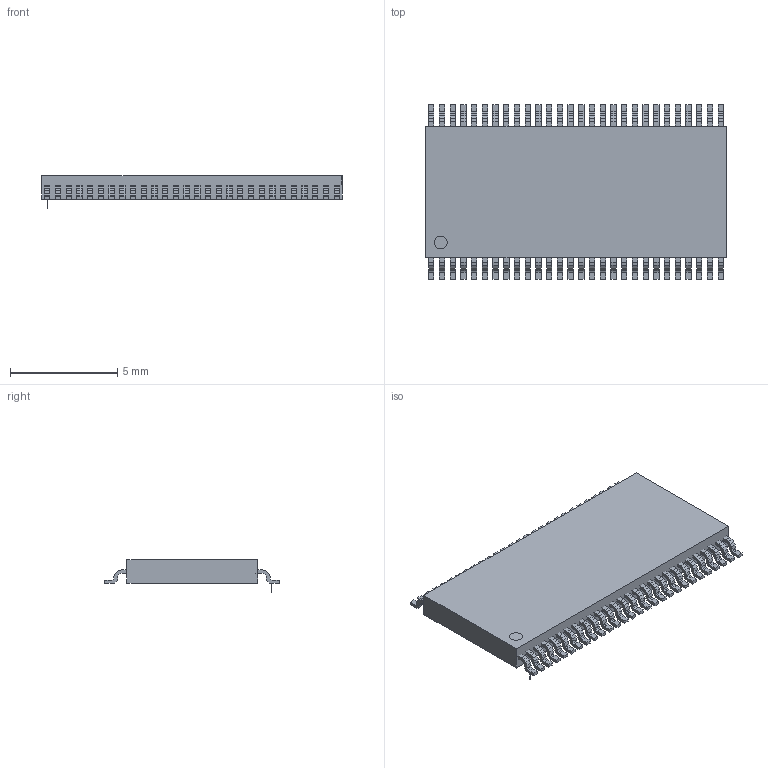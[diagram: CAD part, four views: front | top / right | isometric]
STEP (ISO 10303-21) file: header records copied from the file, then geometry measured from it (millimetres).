
FILE_DESCRIPTION (( 'STEP AP214' ), '1' );
FILE_NAME ('SW3dPS-TSSOP-56.STEP', '2009-05-11T08:35:24', ( 'sysAdmin' ), ( 'SolidWorks' ), 'SwSTEP 2.0', 'SolidWorks 2009', '' );
FILE_SCHEMA (( 'AUTOMOTIVE_DESIGN' ));
Length unit declared in the file: millimetre
Products named in the file (18): SW3dPS-TSSOP-56_Board6; SW3dPS-TSSOP-56_Open CASCADE STEP translator 6.2 27.3; SW3dPS-TSSOP-56; SW3dPS-TSSOP-56_BODYTSSOP-57; SW3dPS-TSSOP-56_Open_CASCADE_STEP_translator_6.2_24.3; SW3dPS-TSSOP-56_TSSOP-57; SW3dPS-TSSOP-56_353886801; SW3dPS-TSSOP-56_353885137; SW3dPS-TSSOP-56_353660753; SW3dPS-TSSOP-56_Free-Models2; SW3dPS-TSSOP-56_Extruded3; SW3dPS-TSSOP-56_PINTSSOP-57; SW3dPS-TSSOP-56_Cylinder1; SW3dPS-TSSOP-56_Extruded2; SW3dPS-TSSOP-56_Board4; SW3dPS-TSSOP-56_Board5; SW3dPS-TSSOP-56_Free-Models3; SW3dPS-TSSOP-56_Board7
Assembly tree (72 placements, depth 8):
  SW3dPS-TSSOP-56
    SW3dPS-TSSOP-56_Board6
    SW3dPS-TSSOP-56_Open CASCADE STEP translator 6.2 27.3
      SW3dPS-TSSOP-56_TSSOP-57
        SW3dPS-TSSOP-56_Board5
        SW3dPS-TSSOP-56_Open_CASCADE_STEP_translator_6.2_24.3
          SW3dPS-TSSOP-56_PINTSSOP-57  x56
            SW3dPS-TSSOP-56_Board7
            SW3dPS-TSSOP-56_Free-Models3
              SW3dPS-TSSOP-56_353885137
                SW3dPS-TSSOP-56_Extruded2
          SW3dPS-TSSOP-56_BODYTSSOP-57
            SW3dPS-TSSOP-56_Free-Models2
              SW3dPS-TSSOP-56_353660753
                SW3dPS-TSSOP-56_Cylinder1
              SW3dPS-TSSOP-56_353886801
                SW3dPS-TSSOP-56_Extruded3
            SW3dPS-TSSOP-56_Board4
Bounding box: 14.08 x 8.14 x 1.55 mm (x, y, z)
Volume: 97.4 mm3; surface area: 286.1 mm2
Topology: 117 solids, 117 shells, 1820 faces, 4758 edges, 3172 vertices
Faces by surface type: plane 1818, cylinder 2
Entity records: 2696 total; most frequent: DIRECTION 432, CARTESIAN_POINT 375, ORIENTED_EDGE 276, AXIS2_PLACEMENT_3D 149, EDGE_CURVE 138, VECTOR 134, LINE 134, VERTEX_POINT 92
